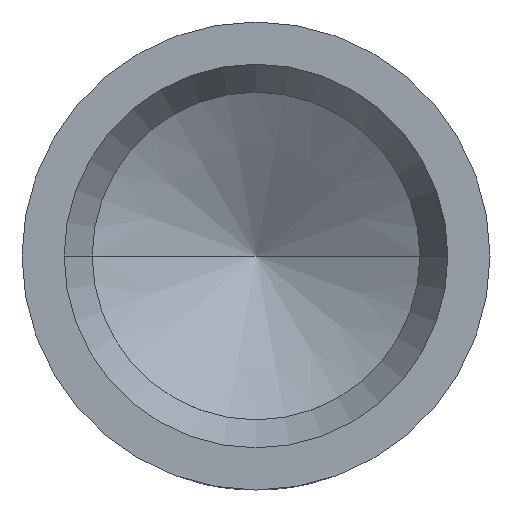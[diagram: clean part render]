
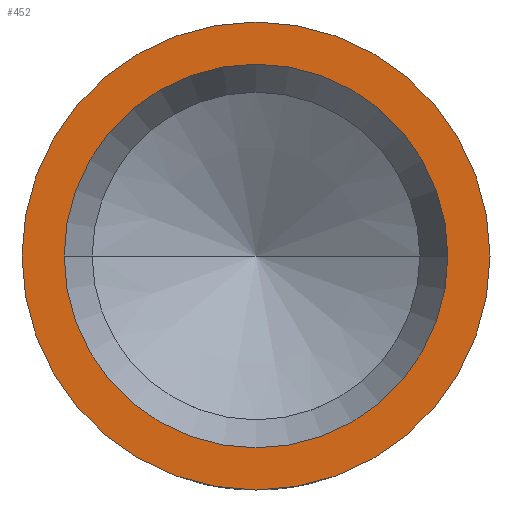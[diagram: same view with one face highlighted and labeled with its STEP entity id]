
A CAD part, front view. The second image highlights one B-rep face of the part: STEP entity #452.
In plain terms, the highlighted planar face has unit normal (0, -1, 0).
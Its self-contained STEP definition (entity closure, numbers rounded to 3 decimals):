
#15=CARTESIAN_POINT('',(0.,-24.3,0.));
#16=DIRECTION('',(0.,1.,0.));
#17=DIRECTION('',(-1.,0.,0.));
#18=AXIS2_PLACEMENT_3D('',#15,#16,#17);
#20=CARTESIAN_POINT('',(0.,-24.3,0.));
#21=DIRECTION('',(0.,1.,0.));
#22=DIRECTION('',(1.,0.,0.));
#23=AXIS2_PLACEMENT_3D('',#20,#21,#22);
#62=CARTESIAN_POINT('',(0.,-24.3,0.));
#63=DIRECTION('',(0.,1.,0.));
#64=DIRECTION('',(1.,0.,0.));
#65=AXIS2_PLACEMENT_3D('',#62,#63,#64);
#182=CARTESIAN_POINT('',(0.,-24.3,0.));
#183=DIRECTION('',(0.,-1.,0.));
#184=DIRECTION('',(1.,0.,0.));
#185=AXIS2_PLACEMENT_3D('',#182,#183,#184);
#389=CARTESIAN_POINT('',(1.25,-24.3,0.));
#390=CARTESIAN_POINT('',(-1.25,-24.3,0.));
#391=VERTEX_POINT('',#389);
#392=VERTEX_POINT('',#390);
#411=CARTESIAN_POINT('',(-1.025,-24.3,0.));
#412=CARTESIAN_POINT('',(1.025,-24.3,0.));
#413=VERTEX_POINT('',#411);
#414=VERTEX_POINT('',#412);
#435=CARTESIAN_POINT('',(0.,-24.3,0.));
#436=DIRECTION('',(0.,-1.,0.));
#437=DIRECTION('',(-1.,0.,0.));
#438=AXIS2_PLACEMENT_3D('',#435,#436,#437);
#439=PLANE('',#438);
#441=ORIENTED_EDGE('',*,*,#440,.T.);
#443=ORIENTED_EDGE('',*,*,#442,.F.);
#444=EDGE_LOOP('',(#441,#443));
#445=FACE_OUTER_BOUND('',#444,.F.);
#447=ORIENTED_EDGE('',*,*,#446,.F.);
#449=ORIENTED_EDGE('',*,*,#448,.F.);
#450=EDGE_LOOP('',(#447,#449));
#451=FACE_BOUND('',#450,.F.);
#19=CIRCLE('',#18,1.025);
#24=CIRCLE('',#23,1.025);
#66=CIRCLE('',#65,1.25);
#186=CIRCLE('',#185,1.25);
#440=EDGE_CURVE('',#391,#392,#66,.T.);
#442=EDGE_CURVE('',#391,#392,#186,.T.);
#446=EDGE_CURVE('',#413,#414,#19,.T.);
#448=EDGE_CURVE('',#414,#413,#24,.T.);
#452=ADVANCED_FACE('',(#445,#451),#439,.T.);
